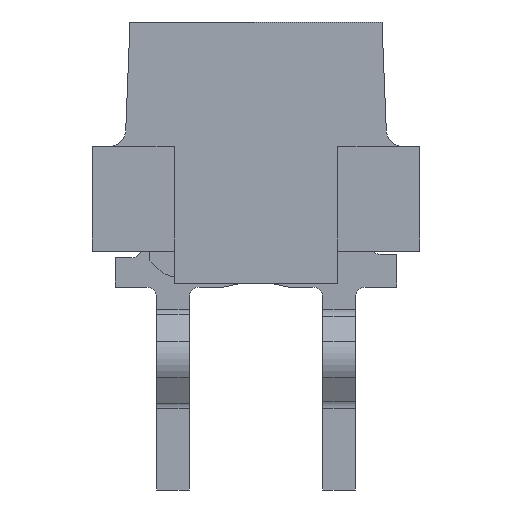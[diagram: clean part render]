
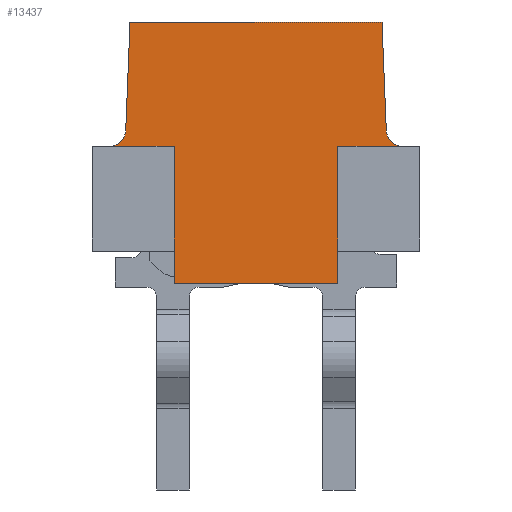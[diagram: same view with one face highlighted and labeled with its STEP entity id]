
A CAD part, left-side view. The second image highlights one B-rep face of the part: STEP entity #13437.
In plain terms, the highlighted planar face has unit normal (-1, 0, 0).
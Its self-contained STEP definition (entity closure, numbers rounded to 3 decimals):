
#175=CARTESIAN_POINT('',(-6.575,2.24,-1.65));
#176=DIRECTION('',(1.,0.,0.));
#177=DIRECTION('',(0.,-0.999,-0.039));
#178=AXIS2_PLACEMENT_3D('',#175,#176,#177);
#185=DIRECTION('',(0.,1.,0.));
#186=VECTOR('',#185,0.99);
#187=CARTESIAN_POINT('',(-6.575,1.25,-1.9));
#188=LINE('',#187,#186);
#189=DIRECTION('',(0.,0.039,-0.999));
#190=VECTOR('',#189,1.661);
#191=CARTESIAN_POINT('',(-6.575,1.925,0.));
#192=LINE('',#191,#190);
#193=DIRECTION('',(0.,1.,0.));
#194=VECTOR('',#193,3.85);
#195=CARTESIAN_POINT('',(-6.575,-1.925,0.));
#196=LINE('',#195,#194);
#197=DIRECTION('',(0.,0.039,0.999));
#198=VECTOR('',#197,1.661);
#199=CARTESIAN_POINT('',(-6.575,-1.991,-1.66));
#200=LINE('',#199,#198);
#201=DIRECTION('',(0.,1.,0.));
#202=VECTOR('',#201,0.99);
#203=CARTESIAN_POINT('',(-6.575,-2.24,-1.9));
#204=LINE('',#203,#202);
#205=DIRECTION('',(0.,0.,1.));
#206=VECTOR('',#205,1.6);
#207=CARTESIAN_POINT('',(-6.575,-1.25,-3.5));
#208=LINE('',#207,#206);
#209=DIRECTION('',(0.,0.,1.));
#210=VECTOR('',#209,1.6);
#211=CARTESIAN_POINT('',(-6.575,1.25,-3.5));
#212=LINE('',#211,#210);
#2078=CARTESIAN_POINT('',(-6.575,-2.24,-1.65));
#2079=DIRECTION('',(1.,0.,0.));
#2080=DIRECTION('',(0.,0.,-1.));
#2081=AXIS2_PLACEMENT_3D('',#2078,#2079,#2080);
#3087=DIRECTION('',(0.,0.,-1.));
#3088=VECTOR('',#3087,0.5);
#3089=CARTESIAN_POINT('',(-6.575,1.25,-3.5));
#3090=LINE('',#3089,#3088);
#3271=DIRECTION('',(0.,-1.,0.));
#3272=VECTOR('',#3271,2.5);
#3273=CARTESIAN_POINT('',(-6.575,1.25,-4.));
#3274=LINE('',#3273,#3272);
#4203=DIRECTION('',(0.,0.,-1.));
#4204=VECTOR('',#4203,0.5);
#4205=CARTESIAN_POINT('',(-6.575,-1.25,-3.5));
#4206=LINE('',#4205,#4204);
#10131=CARTESIAN_POINT('',(-6.575,-1.925,0.));
#10132=CARTESIAN_POINT('',(-6.575,1.925,0.));
#10133=VERTEX_POINT('',#10131);
#10134=VERTEX_POINT('',#10132);
#10167=CARTESIAN_POINT('',(-6.575,1.25,-1.9));
#10168=VERTEX_POINT('',#10167);
#10171=CARTESIAN_POINT('',(-6.575,-1.25,-1.9));
#10172=VERTEX_POINT('',#10171);
#10175=CARTESIAN_POINT('',(-6.575,1.25,-4.));
#10176=CARTESIAN_POINT('',(-6.575,-1.25,-4.));
#10177=VERTEX_POINT('',#10175);
#10178=VERTEX_POINT('',#10176);
#10183=CARTESIAN_POINT('',(-6.575,1.25,-3.5));
#10184=VERTEX_POINT('',#10183);
#10187=CARTESIAN_POINT('',(-6.575,-1.25,-3.5));
#10188=VERTEX_POINT('',#10187);
#10808=CARTESIAN_POINT('',(-6.575,-1.991,-1.66));
#10810=VERTEX_POINT('',#10808);
#10812=CARTESIAN_POINT('',(-6.575,-2.24,-1.9));
#10814=VERTEX_POINT('',#10812);
#10815=CARTESIAN_POINT('',(-6.575,1.991,-1.66));
#10817=VERTEX_POINT('',#10815);
#10819=CARTESIAN_POINT('',(-6.575,2.24,-1.9));
#10821=VERTEX_POINT('',#10819);
#13408=CARTESIAN_POINT('',(-6.575,0.,-4.));
#13409=DIRECTION('',(-1.,0.,0.));
#13410=DIRECTION('',(0.,-1.,0.));
#13411=AXIS2_PLACEMENT_3D('',#13408,#13409,#13410);
#13412=PLANE('',#13411);
#13414=ORIENTED_EDGE('',*,*,#13413,.T.);
#13415=ORIENTED_EDGE('',*,*,#13400,.F.);
#13416=ORIENTED_EDGE('',*,*,#13389,.F.);
#13418=ORIENTED_EDGE('',*,*,#13417,.F.);
#13420=ORIENTED_EDGE('',*,*,#13419,.F.);
#13422=ORIENTED_EDGE('',*,*,#13421,.F.);
#13424=ORIENTED_EDGE('',*,*,#13423,.T.);
#13426=ORIENTED_EDGE('',*,*,#13425,.F.);
#13428=ORIENTED_EDGE('',*,*,#13427,.T.);
#13430=ORIENTED_EDGE('',*,*,#13429,.F.);
#13432=ORIENTED_EDGE('',*,*,#13431,.F.);
#13434=ORIENTED_EDGE('',*,*,#13433,.T.);
#13435=EDGE_LOOP('',(#13414,#13415,#13416,#13418,#13420,#13422,#13424,#13426,
#13428,#13430,#13432,#13434));
#13436=FACE_OUTER_BOUND('',#13435,.F.);
#179=CIRCLE('',#178,0.25);
#2082=CIRCLE('',#2081,0.25);
#13389=EDGE_CURVE('',#10134,#10817,#192,.T.);
#13400=EDGE_CURVE('',#10817,#10821,#179,.T.);
#13413=EDGE_CURVE('',#10168,#10821,#188,.T.);
#13417=EDGE_CURVE('',#10133,#10134,#196,.T.);
#13419=EDGE_CURVE('',#10810,#10133,#200,.T.);
#13421=EDGE_CURVE('',#10814,#10810,#2082,.T.);
#13423=EDGE_CURVE('',#10814,#10172,#204,.T.);
#13425=EDGE_CURVE('',#10188,#10172,#208,.T.);
#13427=EDGE_CURVE('',#10188,#10178,#4206,.T.);
#13429=EDGE_CURVE('',#10177,#10178,#3274,.T.);
#13431=EDGE_CURVE('',#10184,#10177,#3090,.T.);
#13433=EDGE_CURVE('',#10184,#10168,#212,.T.);
#13437=ADVANCED_FACE('',(#13436),#13412,.T.);
